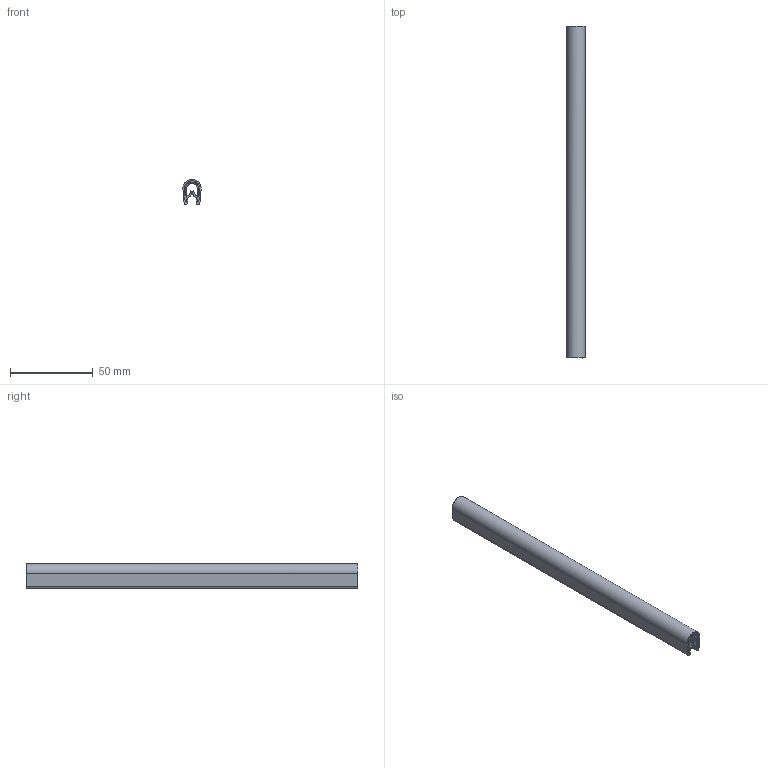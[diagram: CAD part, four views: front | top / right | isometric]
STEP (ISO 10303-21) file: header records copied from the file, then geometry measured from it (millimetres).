
FILE_DESCRIPTION((''),'2;1');
FILE_NAME('','2011-05-26T16:04:24',(''),(''),'','CADfix','');
FILE_SCHEMA(('AUTOMOTIVE_DESIGN { 1 0 10303 214 1 1 1 1 }'));
Length unit declared in the file: millimetre
Bounding box: 10.97 x 200 x 15 mm (x, y, z)
Volume: 15979.5 mm3; surface area: 41035.8 mm2
Topology: 2 solids, 2 shells, 48 faces, 132 edges, 88 vertices
Faces by surface type: bspline 48
Entity records: 1836 total; most frequent: CARTESIAN_POINT 1043, ORIENTED_EDGE 264, EDGE_CURVE 132, VERTEX_POINT 88, QUASI_UNIFORM_CURVE 76, EDGE_LOOP 50, FACE_OUTER_BOUND 48, ADVANCED_FACE 48
